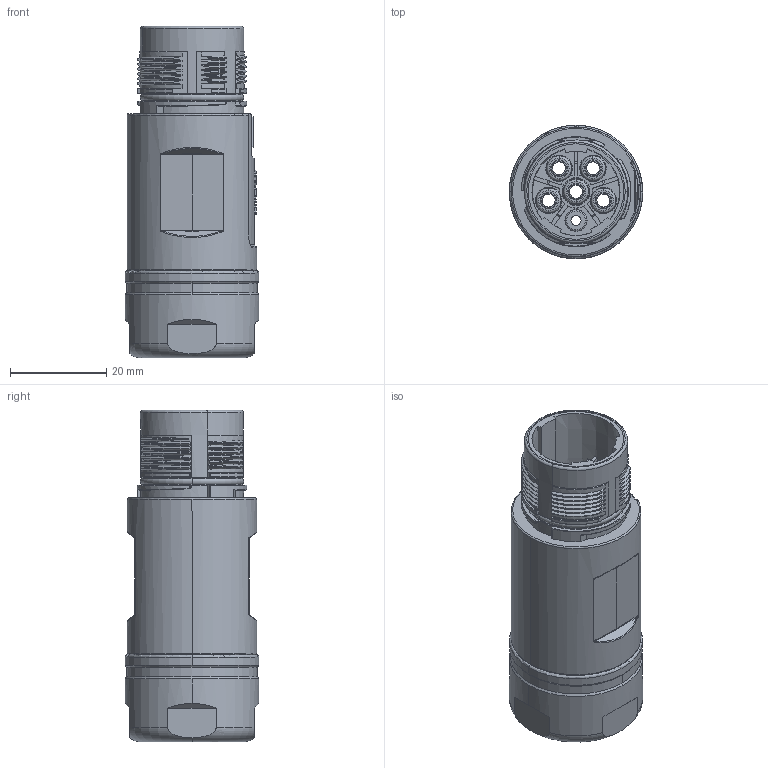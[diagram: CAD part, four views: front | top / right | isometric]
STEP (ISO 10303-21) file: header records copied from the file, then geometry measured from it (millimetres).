
FILE_DESCRIPTION((''),'2;1');
FILE_NAME('M23-MC06-TH-D17','2017-08-31T',('hq.zhang'),(''),'PRO/ENGINEER BY PARAMETRIC TECHNOLOGY CORPORATION, 2012480','PRO/ENGINEER BY PARAMETRIC TECHNOLOGY CORPORATION, 2012480','');
FILE_SCHEMA(('AUTOMOTIVE_DESIGN { 1 0 10303 214 1 1 1 1 }'));
Products named in the file (1): M23-MC06-TH-D17
Bounding box: 27.8 x 27.8 x 69 mm (x, y, z)
Volume: 21323 mm3; surface area: 28842.1 mm2
Topology: 1 solids, 1 shells, 2409 faces, 6904 edges, 4467 vertices
Faces by surface type: bspline 630, cylinder 616, plane 614, cone 304, torus 222, sphere 23
Entity records: 117870 total; most frequent: CARTESIAN_POINT 60936, ORIENTED_EDGE 13808, DIRECTION 9370, EDGE_CURVE 6904, VERTEX_POINT 4467, AXIS2_PLACEMENT_3D 3551, B_SPLINE_CURVE_WITH_KNOTS 2864, EDGE_LOOP 2497
